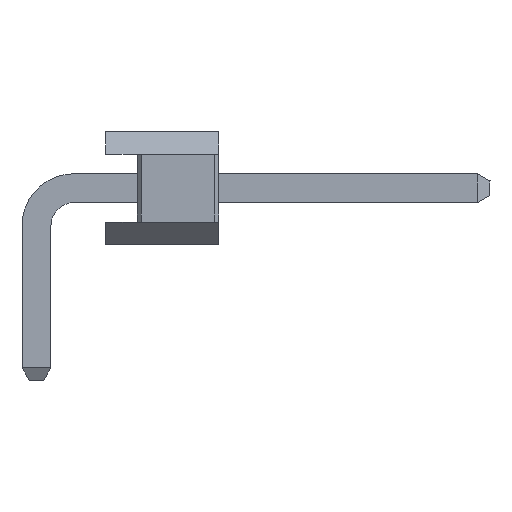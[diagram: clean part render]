
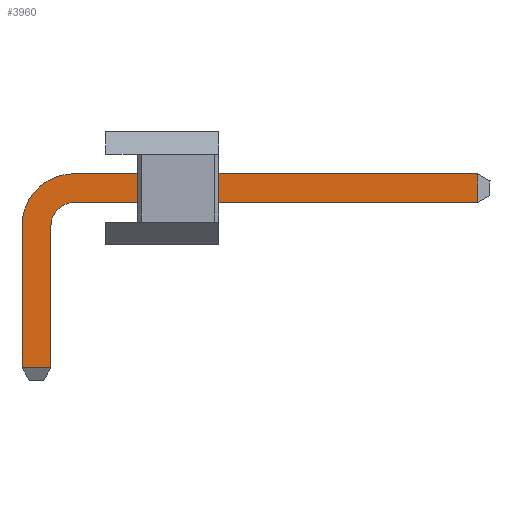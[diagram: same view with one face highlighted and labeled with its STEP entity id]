
A CAD part, left-side view. The second image highlights one B-rep face of the part: STEP entity #3960.
In plain terms, the highlighted planar face has unit normal (-1, 0, 0).
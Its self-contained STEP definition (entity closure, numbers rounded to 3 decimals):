
#3960=ADVANCED_FACE('',(#6666),#6668,.T.);
#6666=FACE_BOUND('',#6667,.T.);
#6667=EDGE_LOOP('',(#8482,#8483,#8484,#8485,#8486,#8487,#8488,#8489));
#6668=PLANE('',#6669);
#6669=AXIS2_PLACEMENT_3D('',#6670,#6671,#6672);
#6670=CARTESIAN_POINT('',(-0.32,-0.32,0.));
#6671=DIRECTION('',(-1.,0.,0.));
#6672=DIRECTION('',(0.,1.,0.));
#8482=ORIENTED_EDGE('',*,*,#9407,.F.);
#8483=ORIENTED_EDGE('',*,*,#9408,.F.);
#8484=ORIENTED_EDGE('',*,*,#9409,.F.);
#8485=ORIENTED_EDGE('',*,*,#9410,.T.);
#8486=ORIENTED_EDGE('',*,*,#9411,.F.);
#8487=ORIENTED_EDGE('',*,*,#9406,.F.);
#8488=ORIENTED_EDGE('',*,*,#9412,.T.);
#8489=ORIENTED_EDGE('',*,*,#9413,.T.);
#9406=EDGE_CURVE('',#10784,#10782,#10786,.T.);
#9407=EDGE_CURVE('',#10787,#10788,#10789,.T.);
#9408=EDGE_CURVE('',#10790,#10787,#10791,.T.);
#9409=EDGE_CURVE('',#10792,#10790,#10793,.T.);
#9410=EDGE_CURVE('',#10792,#10794,#10795,.T.);
#9411=EDGE_CURVE('',#10782,#10794,#10796,.T.);
#9412=EDGE_CURVE('',#10784,#10797,#10798,.T.);
#9413=EDGE_CURVE('',#10797,#10788,#10799,.T.);
#10782=VERTEX_POINT('',#13886);
#10784=VERTEX_POINT('',#13890);
#10786=LINE('',#13894,#13895);
#10787=VERTEX_POINT('',#13897);
#10788=VERTEX_POINT('',#13898);
#10789=LINE('',#13899,#13900);
#10790=VERTEX_POINT('',#13902);
#10791=LINE('',#13903,#13904);
#10792=VERTEX_POINT('',#13906);
#10793=CIRCLE('',#13907,1.152);
#10794=VERTEX_POINT('',#13911);
#10795=LINE('',#13912,#13913);
#10796=LINE('',#13915,#13916);
#10797=VERTEX_POINT('',#13918);
#10798=CIRCLE('',#13919,0.512);
#10799=LINE('',#13923,#13924);
#13886=CARTESIAN_POINT('',(-0.32,-0.32,-2.723));
#13890=CARTESIAN_POINT('',(-0.32,-0.32,0.418));
#13894=CARTESIAN_POINT('',(-0.32,-0.32,0.418));
#13895=VECTOR('',#13896,1.);
#13896=DIRECTION('',(0.,0.,-1.));
#13897=CARTESIAN_POINT('',(-0.32,-9.753,1.57));
#13898=CARTESIAN_POINT('',(-0.32,-9.753,0.93));
#13899=CARTESIAN_POINT('',(-0.32,-9.753,1.57));
#13900=VECTOR('',#13901,1.);
#13901=DIRECTION('',(0.,0.,-1.));
#13902=CARTESIAN_POINT('',(-0.32,-0.832,1.57));
#13903=CARTESIAN_POINT('',(-0.32,-0.832,1.57));
#13904=VECTOR('',#13905,1.);
#13905=DIRECTION('',(0.,-1.,0.));
#13906=CARTESIAN_POINT('',(-0.32,0.32,0.418));
#13907=AXIS2_PLACEMENT_3D('',#13908,#13909,#13910);
#13908=CARTESIAN_POINT('',(-0.32,-0.832,0.418));
#13909=DIRECTION('',(1.,0.,0.));
#13910=DIRECTION('',(0.,1.,0.));
#13911=CARTESIAN_POINT('',(-0.32,0.32,-2.723));
#13912=CARTESIAN_POINT('',(-0.32,0.32,0.418));
#13913=VECTOR('',#13914,1.);
#13914=DIRECTION('',(0.,0.,-1.));
#13915=CARTESIAN_POINT('',(-0.32,-0.32,-2.723));
#13916=VECTOR('',#13917,1.);
#13917=DIRECTION('',(0.,1.,0.));
#13918=CARTESIAN_POINT('',(-0.32,-0.832,0.93));
#13919=AXIS2_PLACEMENT_3D('',#13920,#13921,#13922);
#13920=CARTESIAN_POINT('',(-0.32,-0.832,0.418));
#13921=DIRECTION('',(1.,0.,0.));
#13922=DIRECTION('',(0.,1.,0.));
#13923=CARTESIAN_POINT('',(-0.32,-0.832,0.93));
#13924=VECTOR('',#13925,1.);
#13925=DIRECTION('',(0.,-1.,0.));
